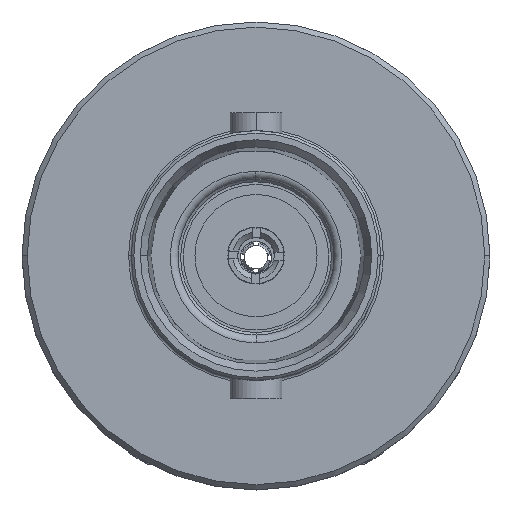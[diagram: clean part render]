
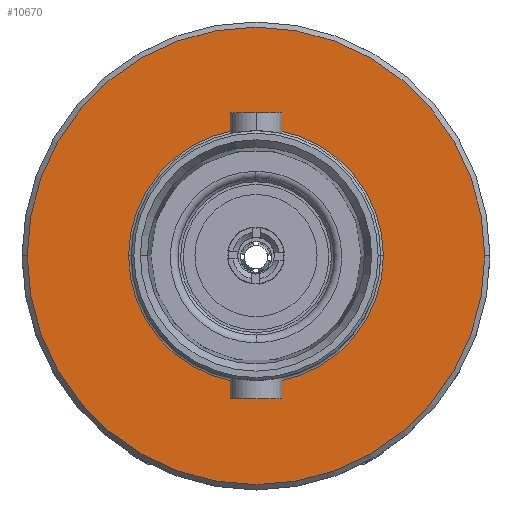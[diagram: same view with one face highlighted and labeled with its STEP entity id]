
A CAD part, top view. The second image highlights one B-rep face of the part: STEP entity #10670.
In plain terms, the highlighted planar face has unit normal (0, 0, 1).
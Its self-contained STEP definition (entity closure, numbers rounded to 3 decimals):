
#178 = VERTEX_POINT ( 'NONE', #23708 ) ;
#467 = ORIENTED_EDGE ( 'NONE', *, *, #8750, .T. ) ;
#3026 = ORIENTED_EDGE ( 'NONE', *, *, #12849, .T. ) ;
#3958 = AXIS2_PLACEMENT_3D ( 'NONE', #29676, #29497, #23914 ) ;
#4127 = CARTESIAN_POINT ( 'NONE',  ( -8.8, 0., 24.8 ) ) ;
#5667 = DIRECTION ( 'NONE',  ( 0., 0., 1. ) ) ;
#7039 = AXIS2_PLACEMENT_3D ( 'NONE', #23986, #19128, #29927 ) ;
#8462 = DIRECTION ( 'NONE',  ( 1., 0., 0. ) ) ;
#8750 = EDGE_CURVE ( 'NONE', #178, #16381, #13842, .T. ) ;
#9089 = EDGE_LOOP ( 'NONE', ( #26777, #3026 ) ) ;
#9705 = VERTEX_POINT ( 'NONE', #26098 ) ;
#10670 = ADVANCED_FACE ( 'NONE', ( #34555, #34022 ), #17075, .T. ) ;
#12159 = DIRECTION ( 'NONE',  ( 0., 0., 1. ) ) ;
#12849 = EDGE_CURVE ( 'NONE', #9705, #36160, #33410, .T. ) ;
#12914 = EDGE_LOOP ( 'NONE', ( #25452, #467 ) ) ;
#13842 = CIRCLE ( 'NONE', #36463, 8.8 ) ;
#14713 = CIRCLE ( 'NONE', #3958, 8.8 ) ;
#16381 = VERTEX_POINT ( 'NONE', #4127 ) ;
#17075 = PLANE ( 'NONE',  #32156 ) ;
#19128 = DIRECTION ( 'NONE',  ( 0., 0., -1. ) ) ;
#22935 = DIRECTION ( 'NONE',  ( 1., 0., 0. ) ) ;
#23222 = CARTESIAN_POINT ( 'NONE',  ( 0., 9., 24.8 ) ) ;
#23558 = DIRECTION ( 'NONE',  ( 1., 0., 0. ) ) ;
#23708 = CARTESIAN_POINT ( 'NONE',  ( 8.8, 0., 24.8 ) ) ;
#23914 = DIRECTION ( 'NONE',  ( 1., 0., 0. ) ) ;
#23986 = CARTESIAN_POINT ( 'NONE',  ( 0., 0., 24.8 ) ) ;
#25452 = ORIENTED_EDGE ( 'NONE', *, *, #29268, .T. ) ;
#26098 = CARTESIAN_POINT ( 'NONE',  ( -4.9, 0., 24.8 ) ) ;
#26777 = ORIENTED_EDGE ( 'NONE', *, *, #35458, .T. ) ;
#28063 = AXIS2_PLACEMENT_3D ( 'NONE', #34097, #36893, #22935 ) ;
#28105 = CARTESIAN_POINT ( 'NONE',  ( 4.9, 0., 24.8 ) ) ;
#29268 = EDGE_CURVE ( 'NONE', #16381, #178, #14713, .T. ) ;
#29497 = DIRECTION ( 'NONE',  ( 0., 0., 1. ) ) ;
#29676 = CARTESIAN_POINT ( 'NONE',  ( 0., 0., 24.8 ) ) ;
#29927 = DIRECTION ( 'NONE',  ( 1., 0., 0. ) ) ;
#32156 = AXIS2_PLACEMENT_3D ( 'NONE', #23222, #5667, #8462 ) ;
#32477 = CARTESIAN_POINT ( 'NONE',  ( 0., 0., 24.8 ) ) ;
#32666 = CIRCLE ( 'NONE', #7039, 4.9 ) ;
#33410 = CIRCLE ( 'NONE', #28063, 4.9 ) ;
#34022 = FACE_OUTER_BOUND ( 'NONE', #12914, .T. ) ;
#34097 = CARTESIAN_POINT ( 'NONE',  ( 0., 0., 24.8 ) ) ;
#34555 = FACE_BOUND ( 'NONE', #9089, .T. ) ;
#35458 = EDGE_CURVE ( 'NONE', #36160, #9705, #32666, .T. ) ;
#36160 = VERTEX_POINT ( 'NONE', #28105 ) ;
#36463 = AXIS2_PLACEMENT_3D ( 'NONE', #32477, #12159, #23558 ) ;
#36893 = DIRECTION ( 'NONE',  ( 0., 0., -1. ) ) ;
